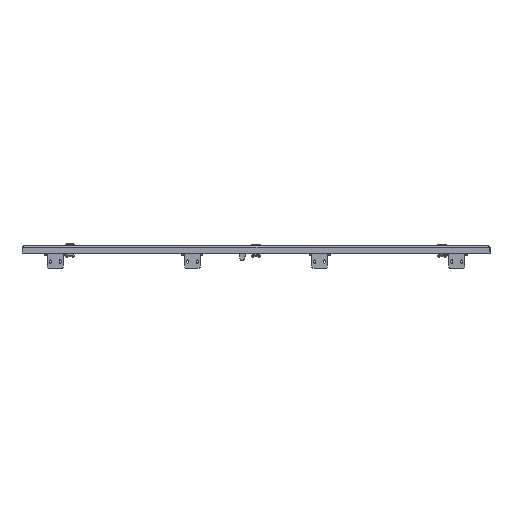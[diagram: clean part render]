
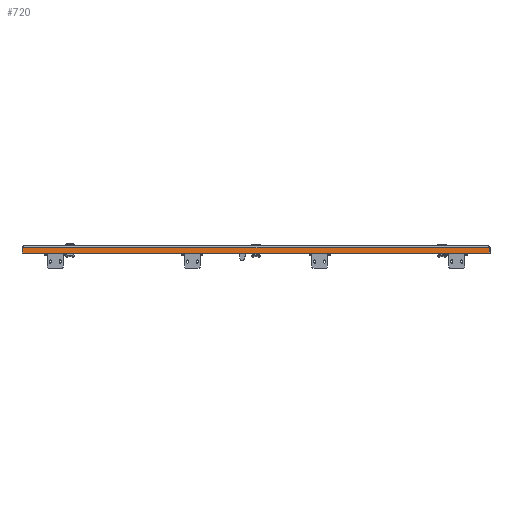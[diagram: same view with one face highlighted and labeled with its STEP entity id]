
A CAD part, left-side view. The second image highlights one B-rep face of the part: STEP entity #720.
In plain terms, the highlighted planar face has unit normal (-1, 0, 0).
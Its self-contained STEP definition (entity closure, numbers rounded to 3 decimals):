
#720 = ADVANCED_FACE ( 'NONE', ( #16129 ), #45470, .F. ) ;
#1227 = DIRECTION ( 'NONE',  ( 0., 0., -1. ) ) ;
#1792 = VECTOR ( 'NONE', #9542, 1000. ) ;
#3511 = DIRECTION ( 'NONE',  ( 0., 1., 0. ) ) ;
#3602 = ORIENTED_EDGE ( 'NONE', *, *, #52724, .F. ) ;
#6319 = CARTESIAN_POINT ( 'NONE',  ( -344.5, -595.429, -2. ) ) ;
#7283 = EDGE_CURVE ( 'NONE', #44986, #20957, #17596, .T. ) ;
#9542 = DIRECTION ( 'NONE',  ( 0., 0., -1. ) ) ;
#11950 = ORIENTED_EDGE ( 'NONE', *, *, #7283, .F. ) ;
#14000 = ORIENTED_EDGE ( 'NONE', *, *, #32332, .T. ) ;
#16129 = FACE_OUTER_BOUND ( 'NONE', #33541, .T. ) ;
#17596 = LINE ( 'NONE', #6319, #61372 ) ;
#20957 = VERTEX_POINT ( 'NONE', #60275 ) ;
#22719 = ORIENTED_EDGE ( 'NONE', *, *, #39662, .F. ) ;
#23844 = CARTESIAN_POINT ( 'NONE',  ( -344.5, -595.429, -4. ) ) ;
#31657 = AXIS2_PLACEMENT_3D ( 'NONE', #40168, #50768, #1227 ) ;
#32332 = EDGE_CURVE ( 'NONE', #33274, #41791, #36793, .T. ) ;
#33274 = VERTEX_POINT ( 'NONE', #40447 ) ;
#33541 = EDGE_LOOP ( 'NONE', ( #22719, #14000, #3602, #11950 ) ) ;
#34344 = DIRECTION ( 'NONE',  ( 0., -1., 0. ) ) ;
#35378 = LINE ( 'NONE', #67603, #44060 ) ;
#36720 = CARTESIAN_POINT ( 'NONE',  ( -344.5, 595.429, -18. ) ) ;
#36793 = LINE ( 'NONE', #64063, #1792 ) ;
#39662 = EDGE_CURVE ( 'NONE', #33274, #44986, #35378, .T. ) ;
#40168 = CARTESIAN_POINT ( 'NONE',  ( -344.5, 0., 0. ) ) ;
#40447 = CARTESIAN_POINT ( 'NONE',  ( -344.5, 595.429, -4. ) ) ;
#41791 = VERTEX_POINT ( 'NONE', #36720 ) ;
#44060 = VECTOR ( 'NONE', #34344, 1000. ) ;
#44986 = VERTEX_POINT ( 'NONE', #23844 ) ;
#45470 = PLANE ( 'NONE',  #31657 ) ;
#50768 = DIRECTION ( 'NONE',  ( 1., 0., 0. ) ) ;
#52352 = VECTOR ( 'NONE', #3511, 1000. ) ;
#52724 = EDGE_CURVE ( 'NONE', #20957, #41791, #64050, .T. ) ;
#54102 = DIRECTION ( 'NONE',  ( 0., 0., -1. ) ) ;
#60275 = CARTESIAN_POINT ( 'NONE',  ( -344.5, -595.429, -18. ) ) ;
#61372 = VECTOR ( 'NONE', #54102, 1000. ) ;
#63345 = CARTESIAN_POINT ( 'NONE',  ( -344.5, -597.5, -18. ) ) ;
#64050 = LINE ( 'NONE', #63345, #52352 ) ;
#64063 = CARTESIAN_POINT ( 'NONE',  ( -344.5, 595.429, 0. ) ) ;
#67603 = CARTESIAN_POINT ( 'NONE',  ( -344.5, -597.5, -4. ) ) ;
